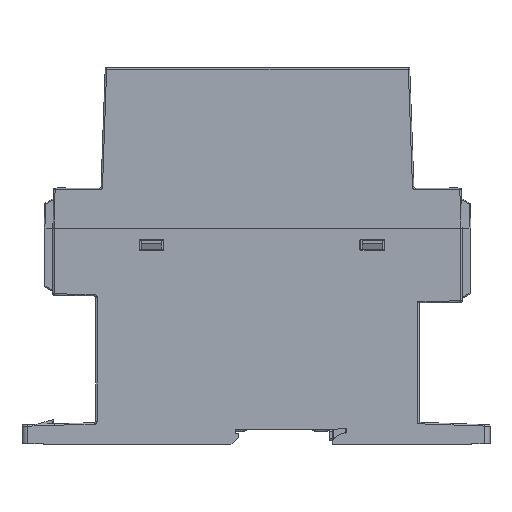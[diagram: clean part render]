
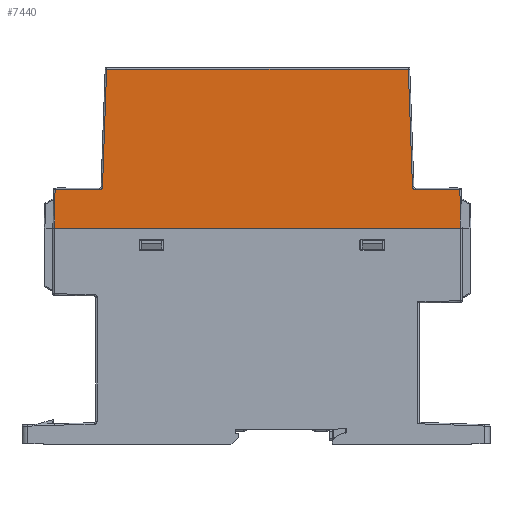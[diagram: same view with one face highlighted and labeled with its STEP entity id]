
A CAD part, left-side view. The second image highlights one B-rep face of the part: STEP entity #7440.
In plain terms, the highlighted planar face has unit normal (-1, 0, 0).
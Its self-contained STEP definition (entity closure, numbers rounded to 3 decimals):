
#2200=PLANE('',#55018);
#4313=CIRCLE('',#54948,1.);
#4348=CIRCLE('',#55016,1.);
#7440=ADVANCED_FACE('',(#10404),#2200,.F.);
#10404=FACE_OUTER_BOUND('',#12805,.T.);
#12805=EDGE_LOOP('',(#33739,#33740,#33741,#33742,#33743,#33744,#33745,#33746,
#33747,#33748));
#16419=LINE('',#86009,#21470);
#16913=LINE('',#89091,#21964);
#17230=LINE('',#90976,#22290);
#17231=LINE('',#90981,#22291);
#17232=LINE('',#90986,#22292);
#17233=LINE('',#90994,#22293);
#17235=LINE('',#91002,#22295);
#17273=LINE('',#91112,#22333);
#21470=VECTOR('',#65451,1.);
#21964=VECTOR('',#66479,1.);
#22290=VECTOR('',#67333,1.);
#22291=VECTOR('',#67340,1.);
#22292=VECTOR('',#67347,1.);
#22293=VECTOR('',#67358,1.);
#22295=VECTOR('',#67366,1.);
#22333=VECTOR('',#67484,1.);
#33739=ORIENTED_EDGE('',*,*,#48758,.T.);
#33740=ORIENTED_EDGE('',*,*,#47614,.F.);
#33741=ORIENTED_EDGE('',*,*,#48761,.T.);
#33742=ORIENTED_EDGE('',*,*,#48764,.T.);
#33743=ORIENTED_EDGE('',*,*,#48765,.F.);
#33744=ORIENTED_EDGE('',*,*,#48768,.T.);
#33745=ORIENTED_EDGE('',*,*,#48772,.T.);
#33746=ORIENTED_EDGE('',*,*,#48825,.T.);
#33747=ORIENTED_EDGE('',*,*,#48889,.F.);
#33748=ORIENTED_EDGE('',*,*,#48293,.T.);
#40203=VERTEX_POINT('',#86010);
#40204=VERTEX_POINT('',#86011);
#40747=VERTEX_POINT('',#89090);
#40748=VERTEX_POINT('',#89092);
#41059=VERTEX_POINT('',#90980);
#41060=VERTEX_POINT('',#90985);
#41061=VERTEX_POINT('',#90989);
#41062=VERTEX_POINT('',#90993);
#41065=VERTEX_POINT('',#91001);
#41097=VERTEX_POINT('',#91111);
#47614=EDGE_CURVE('',#40203,#40204,#16419,.T.);
#48293=EDGE_CURVE('',#40748,#40747,#16913,.T.);
#48758=EDGE_CURVE('',#40747,#40204,#17230,.T.);
#48761=EDGE_CURVE('',#40203,#41059,#17231,.T.);
#48764=EDGE_CURVE('',#41059,#41060,#17232,.T.);
#48765=EDGE_CURVE('',#41061,#41060,#4313,.T.);
#48768=EDGE_CURVE('',#41061,#41062,#17233,.T.);
#48772=EDGE_CURVE('',#41062,#41065,#17235,.T.);
#48825=EDGE_CURVE('',#41065,#41097,#17273,.T.);
#48889=EDGE_CURVE('',#40748,#41097,#4348,.T.);
#54948=AXIS2_PLACEMENT_3D('',#90988,#67350,#67351);
#55016=AXIS2_PLACEMENT_3D('',#91265,#67572,#67573);
#55018=AXIS2_PLACEMENT_3D('',#91267,#67576,#67577);
#65451=DIRECTION('',(0.,1.,0.));
#66479=DIRECTION('',(0.,1.,0.));
#67333=DIRECTION('',(0.,0.017,-1.));
#67340=DIRECTION('',(0.,0.017,1.));
#67347=DIRECTION('',(0.,1.,0.));
#67350=DIRECTION('',(-1.,0.,0.));
#67351=DIRECTION('',(0.,0.,1.));
#67358=DIRECTION('',(0.,0.035,0.999));
#67366=DIRECTION('',(0.,1.,0.));
#67484=DIRECTION('',(0.,0.035,-0.999));
#67572=DIRECTION('',(-1.,0.,0.));
#67573=DIRECTION('',(0.,0.,1.));
#67576=DIRECTION('',(1.,0.,0.));
#67577=DIRECTION('',(0.,0.,1.));
#86009=CARTESIAN_POINT('',(39.206,173.635,78.5));
#86010=CARTESIAN_POINT('',(39.206,94.641,78.5));
#86011=CARTESIAN_POINT('',(39.206,232.629,78.5));
#89090=CARTESIAN_POINT('',(39.206,232.402,91.477));
#89091=CARTESIAN_POINT('',(39.206,232.41,91.477));
#89092=CARTESIAN_POINT('',(39.206,217.282,91.477));
#90976=CARTESIAN_POINT('',(39.206,232.707,73.99));
#90980=CARTESIAN_POINT('',(39.206,94.868,91.477));
#90981=CARTESIAN_POINT('',(39.206,94.867,91.421));
#90985=CARTESIAN_POINT('',(39.206,109.988,91.477));
#90986=CARTESIAN_POINT('',(39.206,110.488,91.477));
#90988=CARTESIAN_POINT('',(39.206,109.988,92.477));
#90989=CARTESIAN_POINT('',(39.206,110.987,92.442));
#90993=CARTESIAN_POINT('',(39.206,112.386,132.5));
#90994=CARTESIAN_POINT('',(39.206,112.403,132.983));
#91001=CARTESIAN_POINT('',(39.206,214.884,132.5));
#91002=CARTESIAN_POINT('',(39.206,215.367,132.5));
#91111=CARTESIAN_POINT('',(39.206,216.283,92.442));
#91112=CARTESIAN_POINT('',(39.206,216.3,91.959));
#91265=CARTESIAN_POINT('',(39.206,217.282,92.477));
#91267=CARTESIAN_POINT('',(39.206,173.635,98.));
